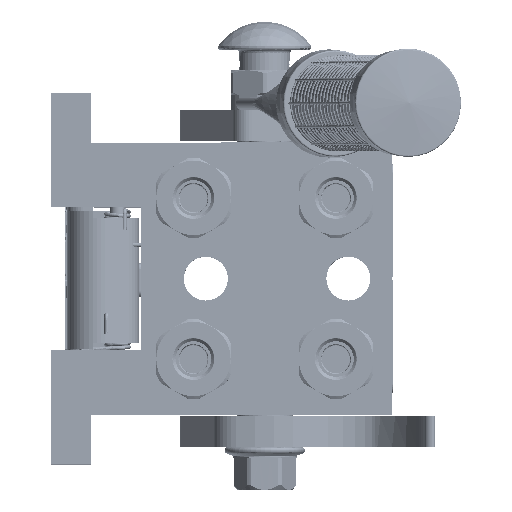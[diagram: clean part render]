
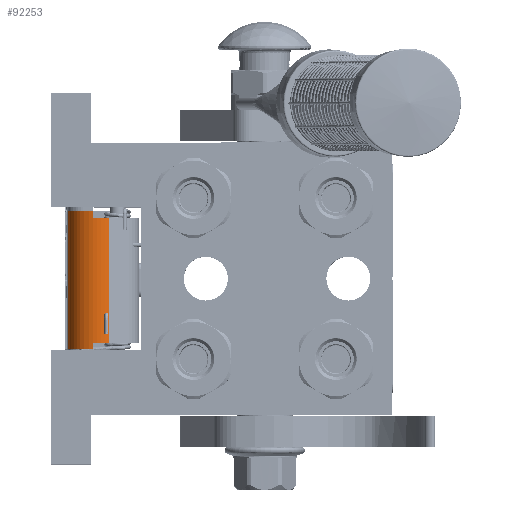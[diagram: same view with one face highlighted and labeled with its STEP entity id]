
A CAD part, top view. The second image highlights one B-rep face of the part: STEP entity #92253.
In plain terms, the highlighted cylindrical face has radius 9.5 mm (diameter 19 mm), a partial arc.
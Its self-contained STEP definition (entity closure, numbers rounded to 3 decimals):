
#5671 = ORIENTED_EDGE ( 'NONE', *, *, #99960, .F. ) ;
#8806 = DIRECTION ( 'NONE',  ( 1., 0., 0. ) ) ;
#11493 = AXIS2_PLACEMENT_3D ( 'NONE', #175480, #190719, #99942 ) ;
#17785 = CIRCLE ( 'NONE', #181718, 9.5 ) ;
#21994 = AXIS2_PLACEMENT_3D ( 'NONE', #59414, #56790, #102545 ) ;
#27975 = CARTESIAN_POINT ( 'NONE',  ( 22.25, -1.5, -47.5 ) ) ;
#28869 = ORIENTED_EDGE ( 'NONE', *, *, #149478, .F. ) ;
#39795 = EDGE_LOOP ( 'NONE', ( #28869, #196386, #51181, #51399, #115911, #50374, #5671, #48907 ) ) ;
#41201 = CARTESIAN_POINT ( 'NONE',  ( -22.25, 0., -56.881 ) ) ;
#41246 = CARTESIAN_POINT ( 'NONE',  ( -22.25, 8., -47.5 ) ) ;
#42511 = DIRECTION ( 'NONE',  ( 1., 0., 0. ) ) ;
#43066 = DIRECTION ( 'NONE',  ( 1., 0., 0. ) ) ;
#45840 = DIRECTION ( 'NONE',  ( 0., -0.385, -0.923 ) ) ;
#48907 = ORIENTED_EDGE ( 'NONE', *, *, #119842, .F. ) ;
#50374 = ORIENTED_EDGE ( 'NONE', *, *, #99955, .F. ) ;
#51181 = ORIENTED_EDGE ( 'NONE', *, *, #74135, .F. ) ;
#51399 = ORIENTED_EDGE ( 'NONE', *, *, #78752, .T. ) ;
#53290 = CARTESIAN_POINT ( 'NONE',  ( -22.25, 0., -56.881 ) ) ;
#54809 = DIRECTION ( 'NONE',  ( 1., 0., 0. ) ) ;
#56790 = DIRECTION ( 'NONE',  ( -1., 0., 0. ) ) ;
#59414 = CARTESIAN_POINT ( 'NONE',  ( -22.25, -1.5, -47.5 ) ) ;
#60449 = CARTESIAN_POINT ( 'NONE',  ( -20.25, -1.5, -47.5 ) ) ;
#63111 = CARTESIAN_POINT ( 'NONE',  ( -20.25, -5.154, -56.269 ) ) ;
#64774 = CIRCLE ( 'NONE', #88811, 9.5 ) ;
#64969 = VERTEX_POINT ( 'NONE', #167004 ) ;
#69463 = VECTOR ( 'NONE', #192361, 1000. ) ;
#71581 = CARTESIAN_POINT ( 'NONE',  ( -20.25, -5.154, -56.269 ) ) ;
#74135 = EDGE_CURVE ( 'NONE', #179367, #148967, #169227, .T. ) ;
#76417 = CARTESIAN_POINT ( 'NONE',  ( 22.25, 0., -56.881 ) ) ;
#78752 = EDGE_CURVE ( 'NONE', #179367, #98048, #112822, .T. ) ;
#86490 = EDGE_CURVE ( 'NONE', #98048, #169705, #154904, .T. ) ;
#88811 = AXIS2_PLACEMENT_3D ( 'NONE', #60449, #165147, #45840 ) ;
#91315 = VERTEX_POINT ( 'NONE', #76417 ) ;
#92253 = ADVANCED_FACE ( 'NONE', ( #148117 ), #143328, .T. ) ;
#98048 = VERTEX_POINT ( 'NONE', #190293 ) ;
#99942 = DIRECTION ( 'NONE',  ( 0., 0.158, -0.987 ) ) ;
#99955 = EDGE_CURVE ( 'NONE', #91315, #169705, #17785, .T. ) ;
#99960 = EDGE_CURVE ( 'NONE', #64969, #91315, #138693, .T. ) ;
#102545 = DIRECTION ( 'NONE',  ( 0., -1., 0. ) ) ;
#112822 = CIRCLE ( 'NONE', #11493, 9.5 ) ;
#115911 = ORIENTED_EDGE ( 'NONE', *, *, #86490, .T. ) ;
#115987 = VECTOR ( 'NONE', #43066, 1000. ) ;
#119842 = EDGE_CURVE ( 'NONE', #184690, #64969, #146043, .T. ) ;
#121726 = VECTOR ( 'NONE', #193640, 1000. ) ;
#122110 = EDGE_CURVE ( 'NONE', #139857, #148967, #64774, .T. ) ;
#131377 = CARTESIAN_POINT ( 'NONE',  ( -20.25, 0., -56.881 ) ) ;
#133012 = CARTESIAN_POINT ( 'NONE',  ( 20.25, -1.5, -47.5 ) ) ;
#133310 = DIRECTION ( 'NONE',  ( 0., 0.158, -0.987 ) ) ;
#138693 = LINE ( 'NONE', #146572, #152927 ) ;
#139857 = VERTEX_POINT ( 'NONE', #63111 ) ;
#143328 = CYLINDRICAL_SURFACE ( 'NONE', #21994, 9.5 ) ;
#144091 = CARTESIAN_POINT ( 'NONE',  ( 20.25, -5.154, -56.269 ) ) ;
#146043 = CIRCLE ( 'NONE', #188912, 9.5 ) ;
#146572 = CARTESIAN_POINT ( 'NONE',  ( 20.25, 0., -56.881 ) ) ;
#148117 = FACE_OUTER_BOUND ( 'NONE', #39795, .T. ) ;
#148967 = VERTEX_POINT ( 'NONE', #131377 ) ;
#149478 = EDGE_CURVE ( 'NONE', #139857, #184690, #182425, .T. ) ;
#152927 = VECTOR ( 'NONE', #8806, 1000. ) ;
#154904 = LINE ( 'NONE', #41246, #69463 ) ;
#165147 = DIRECTION ( 'NONE',  ( 1., 0., 0. ) ) ;
#167004 = CARTESIAN_POINT ( 'NONE',  ( 20.25, 0., -56.881 ) ) ;
#167679 = CARTESIAN_POINT ( 'NONE',  ( 22.25, 8., -47.5 ) ) ;
#169227 = LINE ( 'NONE', #41201, #121726 ) ;
#169705 = VERTEX_POINT ( 'NONE', #167679 ) ;
#175480 = CARTESIAN_POINT ( 'NONE',  ( -22.25, -1.5, -47.5 ) ) ;
#179367 = VERTEX_POINT ( 'NONE', #53290 ) ;
#181718 = AXIS2_PLACEMENT_3D ( 'NONE', #27975, #42511, #133310 ) ;
#182425 = LINE ( 'NONE', #71581, #115987 ) ;
#184690 = VERTEX_POINT ( 'NONE', #144091 ) ;
#188912 = AXIS2_PLACEMENT_3D ( 'NONE', #133012, #54809, #192016 ) ;
#190293 = CARTESIAN_POINT ( 'NONE',  ( -22.25, 8., -47.5 ) ) ;
#190719 = DIRECTION ( 'NONE',  ( 1., 0., 0. ) ) ;
#192016 = DIRECTION ( 'NONE',  ( 0., -0.385, -0.923 ) ) ;
#192361 = DIRECTION ( 'NONE',  ( 1., 0., 0. ) ) ;
#193640 = DIRECTION ( 'NONE',  ( 1., 0., 0. ) ) ;
#196386 = ORIENTED_EDGE ( 'NONE', *, *, #122110, .T. ) ;
